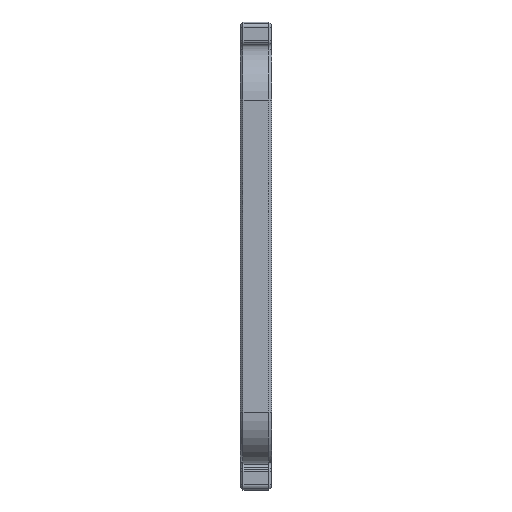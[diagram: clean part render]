
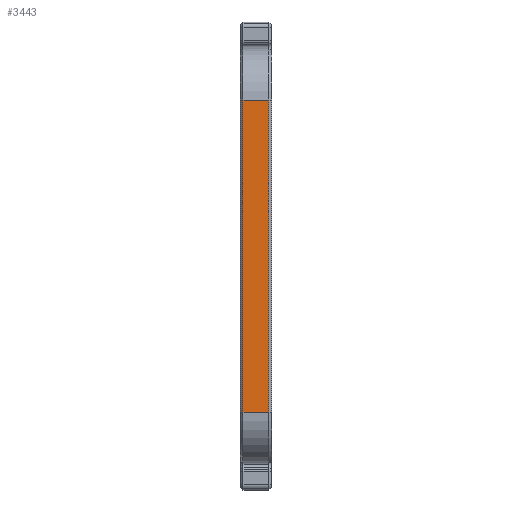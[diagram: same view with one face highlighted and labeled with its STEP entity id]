
A CAD part, front view. The second image highlights one B-rep face of the part: STEP entity #3443.
In plain terms, the highlighted planar face has unit normal (0, -1, 0).
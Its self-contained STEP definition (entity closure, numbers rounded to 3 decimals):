
#327 = LINE ( 'NONE', #889, #2456 ) ;
#408 = ORIENTED_EDGE ( 'NONE', *, *, #3231, .F. ) ;
#411 = VECTOR ( 'NONE', #978, 1000. ) ;
#501 = EDGE_CURVE ( 'NONE', #2634, #753, #327, .T. ) ;
#717 = CARTESIAN_POINT ( 'NONE',  ( 5.5, 52.8, 21. ) ) ;
#753 = VERTEX_POINT ( 'NONE', #6587 ) ;
#889 = CARTESIAN_POINT ( 'NONE',  ( 0., 52.8, 10. ) ) ;
#978 = DIRECTION ( 'NONE',  ( 1., 0., 0. ) ) ;
#1784 = FACE_OUTER_BOUND ( 'NONE', #1883, .T. ) ;
#1801 = CARTESIAN_POINT ( 'NONE',  ( 5.5, 52.8, 10. ) ) ;
#1845 = VERTEX_POINT ( 'NONE', #4196 ) ;
#1883 = EDGE_LOOP ( 'NONE', ( #408, #3702, #6406, #5282 ) ) ;
#2084 = EDGE_CURVE ( 'NONE', #1845, #753, #3647, .T. ) ;
#2306 = CARTESIAN_POINT ( 'NONE',  ( 5.5, 52.8, 70. ) ) ;
#2456 = VECTOR ( 'NONE', #4281, 1000. ) ;
#2634 = VERTEX_POINT ( 'NONE', #1801 ) ;
#2961 = VERTEX_POINT ( 'NONE', #2306 ) ;
#3031 = EDGE_CURVE ( 'NONE', #2634, #2961, #5668, .T. ) ;
#3231 = EDGE_CURVE ( 'NONE', #1845, #2961, #3781, .T. ) ;
#3443 = ADVANCED_FACE ( 'NONE', ( #1784 ), #4032, .T. ) ;
#3647 = LINE ( 'NONE', #6526, #5974 ) ;
#3702 = ORIENTED_EDGE ( 'NONE', *, *, #2084, .T. ) ;
#3781 = LINE ( 'NONE', #5992, #411 ) ;
#3995 = DIRECTION ( 'NONE',  ( 0., -1., 0. ) ) ;
#4032 = PLANE ( 'NONE',  #4927 ) ;
#4196 = CARTESIAN_POINT ( 'NONE',  ( 0.5, 52.8, 70. ) ) ;
#4281 = DIRECTION ( 'NONE',  ( -1., 0., 0. ) ) ;
#4775 = DIRECTION ( 'NONE',  ( 0., 0., -1. ) ) ;
#4927 = AXIS2_PLACEMENT_3D ( 'NONE', #6224, #3995, #5154 ) ;
#5132 = DIRECTION ( 'NONE',  ( 0., 0., 1. ) ) ;
#5154 = DIRECTION ( 'NONE',  ( 0., 0., -1. ) ) ;
#5282 = ORIENTED_EDGE ( 'NONE', *, *, #3031, .T. ) ;
#5668 = LINE ( 'NONE', #717, #6308 ) ;
#5974 = VECTOR ( 'NONE', #4775, 1000. ) ;
#5992 = CARTESIAN_POINT ( 'NONE',  ( 0., 52.8, 70. ) ) ;
#6224 = CARTESIAN_POINT ( 'NONE',  ( 0., 52.8, 21. ) ) ;
#6308 = VECTOR ( 'NONE', #5132, 1000. ) ;
#6406 = ORIENTED_EDGE ( 'NONE', *, *, #501, .F. ) ;
#6526 = CARTESIAN_POINT ( 'NONE',  ( 0.5, 52.8, 10. ) ) ;
#6587 = CARTESIAN_POINT ( 'NONE',  ( 0.5, 52.8, 10. ) ) ;
